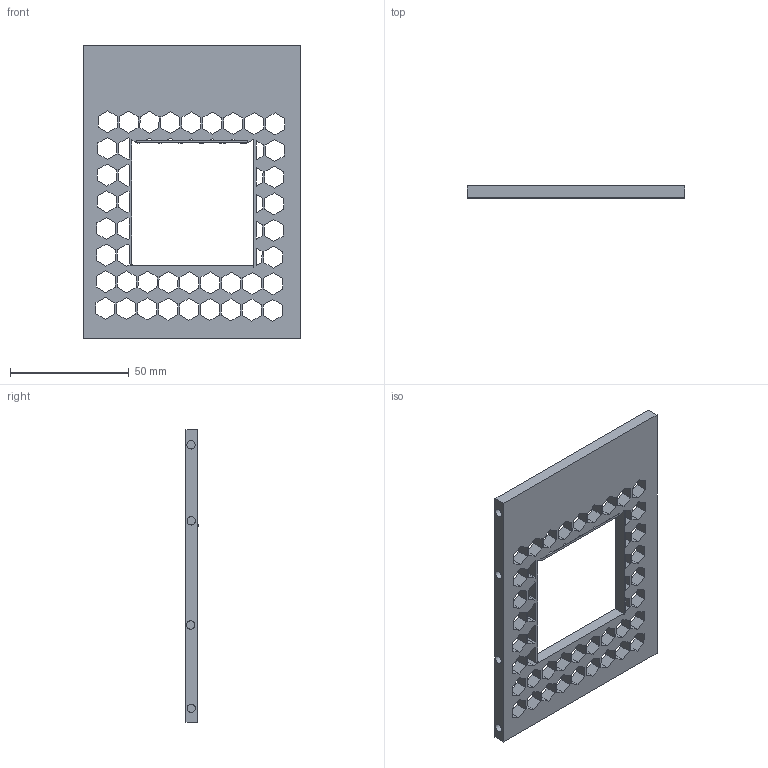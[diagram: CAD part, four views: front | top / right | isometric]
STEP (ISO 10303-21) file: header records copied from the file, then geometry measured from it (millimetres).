
FILE_DESCRIPTION(/* description */ (''),/* implementation_level */ '2;1');
FILE_NAME(/* name */ 'back_bottom_lid.step',/* time_stamp */ '2025-08-08T03:44:07+05:30',/* author */ (''),/* organization */ (''),/* preprocessor_version */ 'ST-DEVELOPER v20.1',/* originating_system */ 'Autodesk Translation Framework v14.10.0.0',/* authorisation */ '');
FILE_SCHEMA (('AUTOMOTIVE_DESIGN { 1 0 10303 214 3 1 1 }'));
Length unit declared in the file: millimetre
Products named in the file (1): 2025-08-08-03-44-07-827
Bounding box: 91.5 x 5.11 x 123 mm (x, y, z)
Volume: 30977.8 mm3; surface area: 22570.6 mm2
Topology: 1 solids, 1 shells, 349 faces, 1042 edges, 697 vertices
Faces by surface type: plane 337, cylinder 12
Full cylindrical faces by diameter (mm): 3.5 x12
Entity records: 11757 total; most frequent: CARTESIAN_POINT 2089, ORIENTED_EDGE 2084, DIRECTION 1766, EDGE_CURVE 1042, LINE 1018, VECTOR 1018, VERTEX_POINT 697, EDGE_LOOP 455
